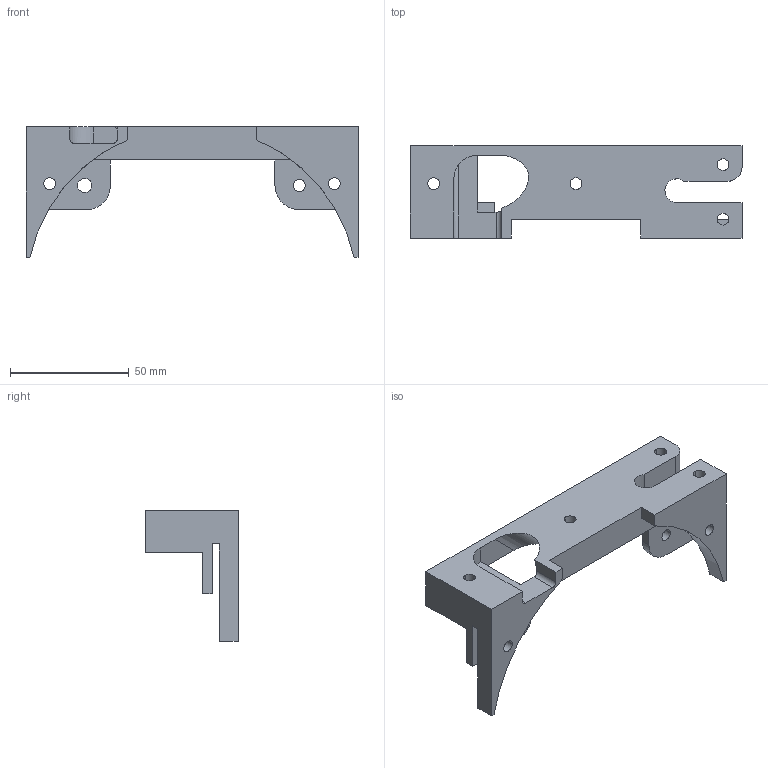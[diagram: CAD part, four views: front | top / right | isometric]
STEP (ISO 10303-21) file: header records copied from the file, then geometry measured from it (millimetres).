
FILE_DESCRIPTION((''),'2;1');
FILE_NAME('OBMP-BTU-1530','2023-10-11T19:08:54',('ccha425'),('Department of Mechanical Engineering, The University of Auckland'),'CREO PARAMETRIC BY PTC INC, 2017260','CREO PARAMETRIC BY PTC INC, 2017260','');
FILE_SCHEMA(('CONFIG_CONTROL_DESIGN'));
Length unit declared in the file: millimetre
Products named in the file (1): OBMP-BTU-1530
Bounding box: 140 x 39 x 55 mm (x, y, z)
Volume: 63193.2 mm3; surface area: 23259.8 mm2
Topology: 1 solids, 1 shells, 85 faces, 239 edges, 156 vertices
Faces by surface type: plane 45, cylinder 40
Entity records: 2882 total; most frequent: CARTESIAN_POINT 542, DIRECTION 479, ORIENTED_EDGE 478, EDGE_CURVE 239, AXIS2_PLACEMENT_3D 164, VERTEX_POINT 156, VECTOR 151, LINE 151
